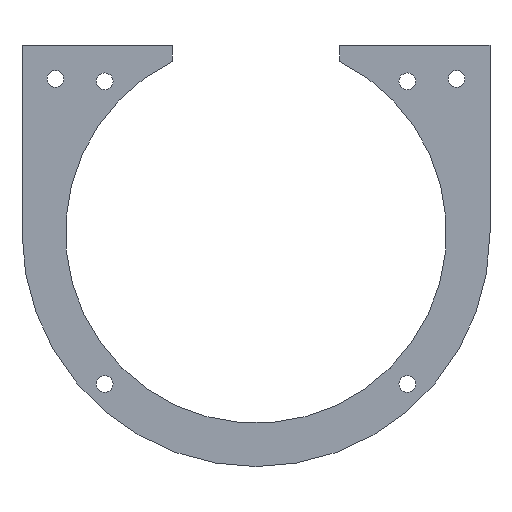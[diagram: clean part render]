
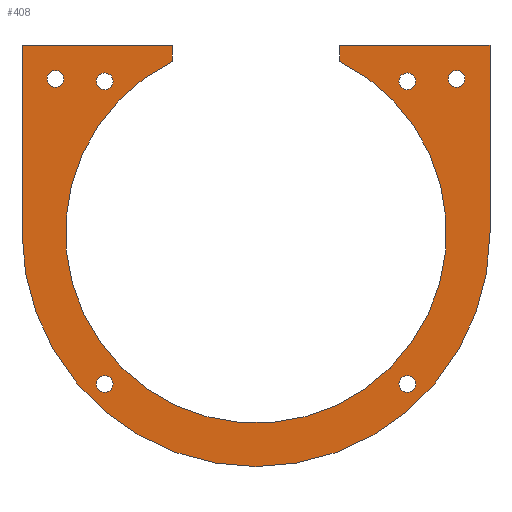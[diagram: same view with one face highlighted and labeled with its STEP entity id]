
A CAD part, front view. The second image highlights one B-rep face of the part: STEP entity #408.
In plain terms, the highlighted planar face has unit normal (0, -1, 0).
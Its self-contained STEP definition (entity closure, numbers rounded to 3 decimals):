
#1=CARTESIAN_POINT('',(-45.255,0.,-45.255));
#2=DIRECTION('',(0.,-1.,0.));
#3=DIRECTION('',(1.,0.,0.));
#4=AXIS2_PLACEMENT_3D('',#1,#2,#3);
#6=CARTESIAN_POINT('',(-45.255,0.,-45.255));
#7=DIRECTION('',(0.,-1.,0.));
#8=DIRECTION('',(-1.,0.,0.));
#9=AXIS2_PLACEMENT_3D('',#6,#7,#8);
#11=CARTESIAN_POINT('',(45.255,0.,45.255));
#12=DIRECTION('',(0.,-1.,0.));
#13=DIRECTION('',(1.,0.,0.));
#14=AXIS2_PLACEMENT_3D('',#11,#12,#13);
#16=CARTESIAN_POINT('',(45.255,0.,45.255));
#17=DIRECTION('',(0.,-1.,0.));
#18=DIRECTION('',(-1.,0.,0.));
#19=AXIS2_PLACEMENT_3D('',#16,#17,#18);
#21=CARTESIAN_POINT('',(-45.255,0.,45.255));
#22=DIRECTION('',(0.,-1.,0.));
#23=DIRECTION('',(1.,0.,0.));
#24=AXIS2_PLACEMENT_3D('',#21,#22,#23);
#26=CARTESIAN_POINT('',(-45.255,0.,45.255));
#27=DIRECTION('',(0.,-1.,0.));
#28=DIRECTION('',(-1.,0.,0.));
#29=AXIS2_PLACEMENT_3D('',#26,#27,#28);
#31=CARTESIAN_POINT('',(45.255,0.,-45.255));
#32=DIRECTION('',(0.,-1.,0.));
#33=DIRECTION('',(1.,0.,0.));
#34=AXIS2_PLACEMENT_3D('',#31,#32,#33);
#36=CARTESIAN_POINT('',(45.255,0.,-45.255));
#37=DIRECTION('',(0.,-1.,0.));
#38=DIRECTION('',(-1.,0.,0.));
#39=AXIS2_PLACEMENT_3D('',#36,#37,#38);
#41=DIRECTION('',(1.,0.,0.));
#42=VECTOR('',#41,45.);
#43=CARTESIAN_POINT('',(25.,0.,56.));
#44=LINE('',#43,#42);
#45=DIRECTION('',(0.,0.,-1.));
#46=VECTOR('',#45,56.);
#47=CARTESIAN_POINT('',(70.,0.,56.));
#48=LINE('',#47,#46);
#49=CARTESIAN_POINT('',(0.,0.,0.));
#50=DIRECTION('',(0.,1.,0.));
#51=DIRECTION('',(1.,0.,0.));
#52=AXIS2_PLACEMENT_3D('',#49,#50,#51);
#54=DIRECTION('',(0.,0.,1.));
#55=VECTOR('',#54,56.);
#56=CARTESIAN_POINT('',(-70.,0.,0.));
#57=LINE('',#56,#55);
#58=DIRECTION('',(1.,0.,0.));
#59=VECTOR('',#58,45.);
#60=CARTESIAN_POINT('',(-70.,0.,56.));
#61=LINE('',#60,#59);
#62=DIRECTION('',(0.,0.,1.));
#63=VECTOR('',#62,4.775);
#64=CARTESIAN_POINT('',(-25.,0.,51.225));
#65=LINE('',#64,#63);
#66=DIRECTION('',(0.,0.,-1.));
#67=VECTOR('',#66,4.775);
#68=CARTESIAN_POINT('',(25.,0.,56.));
#69=LINE('',#68,#67);
#70=CARTESIAN_POINT('',(-60.,0.,46.));
#71=DIRECTION('',(0.,1.,0.));
#72=DIRECTION('',(1.,0.,0.));
#73=AXIS2_PLACEMENT_3D('',#70,#71,#72);
#75=CARTESIAN_POINT('',(-60.,0.,46.));
#76=DIRECTION('',(0.,1.,0.));
#77=DIRECTION('',(-1.,0.,0.));
#78=AXIS2_PLACEMENT_3D('',#75,#76,#77);
#80=CARTESIAN_POINT('',(60.,0.,46.));
#81=DIRECTION('',(0.,1.,0.));
#82=DIRECTION('',(1.,0.,0.));
#83=AXIS2_PLACEMENT_3D('',#80,#81,#82);
#85=CARTESIAN_POINT('',(60.,0.,46.));
#86=DIRECTION('',(0.,1.,0.));
#87=DIRECTION('',(-1.,0.,0.));
#88=AXIS2_PLACEMENT_3D('',#85,#86,#87);
#215=CARTESIAN_POINT('',(0.,0.,0.));
#216=DIRECTION('',(0.,1.,0.));
#217=DIRECTION('',(0.439,0.,0.899));
#218=AXIS2_PLACEMENT_3D('',#215,#216,#217);
#269=CARTESIAN_POINT('',(-42.755,0.,-45.255));
#270=CARTESIAN_POINT('',(-47.755,0.,-45.255));
#271=VERTEX_POINT('',#269);
#272=VERTEX_POINT('',#270);
#273=CARTESIAN_POINT('',(47.755,0.,45.255));
#274=CARTESIAN_POINT('',(42.755,0.,45.255));
#275=VERTEX_POINT('',#273);
#276=VERTEX_POINT('',#274);
#277=CARTESIAN_POINT('',(-42.755,0.,45.255));
#278=CARTESIAN_POINT('',(-47.755,0.,45.255));
#279=VERTEX_POINT('',#277);
#280=VERTEX_POINT('',#278);
#281=CARTESIAN_POINT('',(47.755,0.,-45.255));
#282=CARTESIAN_POINT('',(42.755,0.,-45.255));
#283=VERTEX_POINT('',#281);
#284=VERTEX_POINT('',#282);
#285=CARTESIAN_POINT('',(70.,0.,0.));
#286=CARTESIAN_POINT('',(-70.,0.,0.));
#287=VERTEX_POINT('',#285);
#288=VERTEX_POINT('',#286);
#309=CARTESIAN_POINT('',(25.,0.,56.));
#310=CARTESIAN_POINT('',(70.,0.,56.));
#311=VERTEX_POINT('',#309);
#312=VERTEX_POINT('',#310);
#317=CARTESIAN_POINT('',(-70.,0.,56.));
#318=VERTEX_POINT('',#317);
#321=CARTESIAN_POINT('',(25.,0.,51.225));
#322=VERTEX_POINT('',#321);
#323=CARTESIAN_POINT('',(-25.,0.,51.225));
#324=CARTESIAN_POINT('',(-25.,0.,56.));
#325=VERTEX_POINT('',#323);
#326=VERTEX_POINT('',#324);
#333=CARTESIAN_POINT('',(-57.5,0.,46.));
#334=CARTESIAN_POINT('',(-62.5,0.,46.));
#335=VERTEX_POINT('',#333);
#336=VERTEX_POINT('',#334);
#337=CARTESIAN_POINT('',(62.5,0.,46.));
#338=CARTESIAN_POINT('',(57.5,0.,46.));
#339=VERTEX_POINT('',#337);
#340=VERTEX_POINT('',#338);
#349=CARTESIAN_POINT('',(0.,0.,0.));
#350=DIRECTION('',(0.,1.,0.));
#351=DIRECTION('',(1.,0.,0.));
#352=AXIS2_PLACEMENT_3D('',#349,#350,#351);
#353=PLANE('',#352);
#355=ORIENTED_EDGE('',*,*,#354,.T.);
#357=ORIENTED_EDGE('',*,*,#356,.T.);
#359=ORIENTED_EDGE('',*,*,#358,.T.);
#361=ORIENTED_EDGE('',*,*,#360,.T.);
#363=ORIENTED_EDGE('',*,*,#362,.T.);
#365=ORIENTED_EDGE('',*,*,#364,.F.);
#367=ORIENTED_EDGE('',*,*,#366,.F.);
#369=ORIENTED_EDGE('',*,*,#368,.F.);
#370=EDGE_LOOP('',(#355,#357,#359,#361,#363,#365,#367,#369));
#371=FACE_OUTER_BOUND('',#370,.F.);
#373=ORIENTED_EDGE('',*,*,#372,.T.);
#375=ORIENTED_EDGE('',*,*,#374,.T.);
#376=EDGE_LOOP('',(#373,#375));
#377=FACE_BOUND('',#376,.F.);
#379=ORIENTED_EDGE('',*,*,#378,.T.);
#381=ORIENTED_EDGE('',*,*,#380,.T.);
#382=EDGE_LOOP('',(#379,#381));
#383=FACE_BOUND('',#382,.F.);
#385=ORIENTED_EDGE('',*,*,#384,.T.);
#387=ORIENTED_EDGE('',*,*,#386,.T.);
#388=EDGE_LOOP('',(#385,#387));
#389=FACE_BOUND('',#388,.F.);
#391=ORIENTED_EDGE('',*,*,#390,.T.);
#393=ORIENTED_EDGE('',*,*,#392,.T.);
#394=EDGE_LOOP('',(#391,#393));
#395=FACE_BOUND('',#394,.F.);
#397=ORIENTED_EDGE('',*,*,#396,.F.);
#399=ORIENTED_EDGE('',*,*,#398,.F.);
#400=EDGE_LOOP('',(#397,#399));
#401=FACE_BOUND('',#400,.F.);
#403=ORIENTED_EDGE('',*,*,#402,.F.);
#405=ORIENTED_EDGE('',*,*,#404,.F.);
#406=EDGE_LOOP('',(#403,#405));
#407=FACE_BOUND('',#406,.F.);
#408=ADVANCED_FACE('',(#371,#377,#383,#389,#395,#401,#407),#353,.F.);
#5=CIRCLE('',#4,2.5);
#10=CIRCLE('',#9,2.5);
#15=CIRCLE('',#14,2.5);
#20=CIRCLE('',#19,2.5);
#25=CIRCLE('',#24,2.5);
#30=CIRCLE('',#29,2.5);
#35=CIRCLE('',#34,2.5);
#40=CIRCLE('',#39,2.5);
#53=CIRCLE('',#52,70.);
#74=CIRCLE('',#73,2.5);
#79=CIRCLE('',#78,2.5);
#84=CIRCLE('',#83,2.5);
#89=CIRCLE('',#88,2.5);
#219=CIRCLE('',#218,57.);
#354=EDGE_CURVE('',#311,#312,#44,.T.);
#356=EDGE_CURVE('',#312,#287,#48,.T.);
#358=EDGE_CURVE('',#287,#288,#53,.T.);
#360=EDGE_CURVE('',#288,#318,#57,.T.);
#362=EDGE_CURVE('',#318,#326,#61,.T.);
#364=EDGE_CURVE('',#325,#326,#65,.T.);
#366=EDGE_CURVE('',#322,#325,#219,.T.);
#368=EDGE_CURVE('',#311,#322,#69,.T.);
#372=EDGE_CURVE('',#275,#276,#15,.T.);
#374=EDGE_CURVE('',#276,#275,#20,.T.);
#378=EDGE_CURVE('',#279,#280,#25,.T.);
#380=EDGE_CURVE('',#280,#279,#30,.T.);
#384=EDGE_CURVE('',#283,#284,#35,.T.);
#386=EDGE_CURVE('',#284,#283,#40,.T.);
#390=EDGE_CURVE('',#271,#272,#5,.T.);
#392=EDGE_CURVE('',#272,#271,#10,.T.);
#396=EDGE_CURVE('',#335,#336,#74,.T.);
#398=EDGE_CURVE('',#336,#335,#79,.T.);
#402=EDGE_CURVE('',#339,#340,#84,.T.);
#404=EDGE_CURVE('',#340,#339,#89,.T.);
